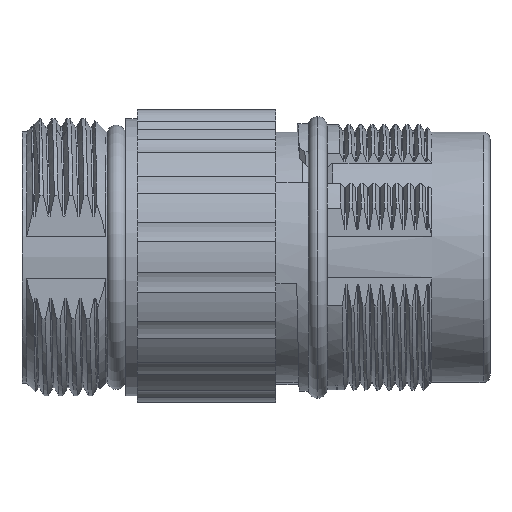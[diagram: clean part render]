
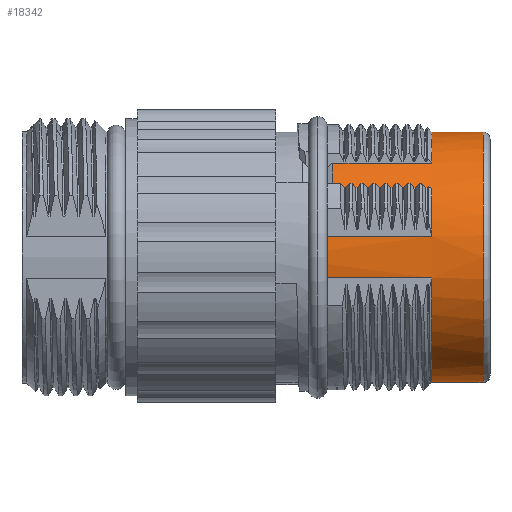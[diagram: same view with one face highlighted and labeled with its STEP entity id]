
A CAD part, top view. The second image highlights one B-rep face of the part: STEP entity #18342.
In plain terms, the highlighted cylindrical face has radius 10.75 mm (diameter 21.5 mm), a partial arc.
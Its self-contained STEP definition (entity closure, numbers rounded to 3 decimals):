
#2780=CARTESIAN_POINT('',(25.3,0.,0.));
#2781=DIRECTION('',(-1.,0.,0.));
#2782=DIRECTION('',(0.,0.752,0.659));
#2783=AXIS2_PLACEMENT_3D('',#2780,#2781,#2782);
#2785=CARTESIAN_POINT('',(29.7,0.,0.));
#2786=DIRECTION('',(-1.,0.,0.));
#2787=DIRECTION('',(0.,-1.,0.));
#2788=AXIS2_PLACEMENT_3D('',#2785,#2786,#2787);
#2790=CARTESIAN_POINT('',(25.3,0.,0.));
#2791=DIRECTION('',(-1.,0.,0.));
#2792=DIRECTION('',(0.,-1.,0.));
#2793=AXIS2_PLACEMENT_3D('',#2790,#2791,#2792);
#2795=DIRECTION('',(-1.,0.,0.));
#2796=VECTOR('',#2795,9.);
#2797=CARTESIAN_POINT('',(25.3,-1.79,10.6));
#2798=LINE('',#2797,#2796);
#2799=CARTESIAN_POINT('',(25.3,0.,0.));
#2800=DIRECTION('',(-1.,0.,0.));
#2801=DIRECTION('',(0.,0.166,0.986));
#2802=AXIS2_PLACEMENT_3D('',#2799,#2800,#2801);
#2804=DIRECTION('',(-1.,0.,0.));
#2805=VECTOR('',#2804,8.5);
#2806=CARTESIAN_POINT('',(25.3,5.894,8.99));
#2807=LINE('',#2806,#2805);
#2819=CARTESIAN_POINT('',(16.8,0.,0.));
#2820=DIRECTION('',(1.,0.,0.));
#2821=DIRECTION('',(0.,0.752,0.659));
#2822=AXIS2_PLACEMENT_3D('',#2819,#2820,#2821);
#2924=DIRECTION('',(-1.,0.,0.));
#2925=VECTOR('',#2924,4.4);
#2926=CARTESIAN_POINT('',(29.7,-10.75,0.));
#2927=LINE('',#2926,#2925);
#2933=DIRECTION('',(-1.,0.,0.));
#2934=VECTOR('',#2933,4.4);
#2935=CARTESIAN_POINT('',(29.7,10.75,0.));
#2936=LINE('',#2935,#2934);
#3232=DIRECTION('',(-1.,0.,0.));
#3233=VECTOR('',#3232,8.499);
#3234=CARTESIAN_POINT('',(25.3,8.083,7.088));
#3235=LINE('',#3234,#3233);
#3257=CARTESIAN_POINT('',(16.3,0.,0.));
#3258=DIRECTION('',(1.,0.,0.));
#3259=DIRECTION('',(0.,0.166,0.986));
#3260=AXIS2_PLACEMENT_3D('',#3257,#3258,#3259);
#9044=CARTESIAN_POINT('',(25.3,8.083,7.088));
#9063=CARTESIAN_POINT('',(25.3,5.894,8.99));
#11006=DIRECTION('',(-1.,0.,0.));
#11007=VECTOR('',#11006,9.);
#11008=CARTESIAN_POINT('',(25.3,1.79,10.6));
#11009=LINE('',#11008,#11007);
#12786=CARTESIAN_POINT('',(16.3,-1.79,10.6));
#12788=VERTEX_POINT('',#12786);
#12789=CARTESIAN_POINT('',(16.3,1.79,10.6));
#12790=VERTEX_POINT('',#12789);
#12801=CARTESIAN_POINT('',(25.3,1.79,10.6));
#12802=VERTEX_POINT('',#12801);
#13024=CARTESIAN_POINT('',(25.3,-10.75,0.));
#13025=CARTESIAN_POINT('',(25.3,-1.79,10.6));
#13026=VERTEX_POINT('',#13024);
#13027=VERTEX_POINT('',#13025);
#13317=VERTEX_POINT('',#9044);
#13319=VERTEX_POINT('',#9063);
#13475=CARTESIAN_POINT('',(25.3,10.75,0.));
#13476=VERTEX_POINT('',#13475);
#13949=CARTESIAN_POINT('',(29.7,-10.75,0.));
#13950=CARTESIAN_POINT('',(29.7,10.75,0.));
#13951=VERTEX_POINT('',#13949);
#13952=VERTEX_POINT('',#13950);
#14000=CARTESIAN_POINT('',(16.801,8.083,7.088));
#14001=VERTEX_POINT('',#14000);
#14002=CARTESIAN_POINT('',(16.8,5.894,8.99));
#14003=VERTEX_POINT('',#14002);
#18312=CARTESIAN_POINT('',(-11.91,0.,0.));
#18313=DIRECTION('',(1.,0.,0.));
#18314=DIRECTION('',(0.,-1.,0.));
#18315=AXIS2_PLACEMENT_3D('',#18312,#18313,#18314);
#18316=CYLINDRICAL_SURFACE('',#18315,10.75);
#18318=ORIENTED_EDGE('',*,*,#18317,.F.);
#18320=ORIENTED_EDGE('',*,*,#18319,.F.);
#18322=ORIENTED_EDGE('',*,*,#18321,.T.);
#18324=ORIENTED_EDGE('',*,*,#18323,.F.);
#18325=ORIENTED_EDGE('',*,*,#18302,.F.);
#18327=ORIENTED_EDGE('',*,*,#18326,.T.);
#18329=ORIENTED_EDGE('',*,*,#18328,.T.);
#18331=ORIENTED_EDGE('',*,*,#18330,.T.);
#18333=ORIENTED_EDGE('',*,*,#18332,.F.);
#18335=ORIENTED_EDGE('',*,*,#18334,.F.);
#18337=ORIENTED_EDGE('',*,*,#18336,.T.);
#18339=ORIENTED_EDGE('',*,*,#18338,.T.);
#18340=EDGE_LOOP('',(#18318,#18320,#18322,#18324,#18325,#18327,#18329,#18331,
#18333,#18335,#18337,#18339));
#18341=FACE_OUTER_BOUND('',#18340,.F.);
#18342=ADVANCED_FACE('',(#18341),#18316,.T.);
#2784=CIRCLE('',#2783,10.75);
#2789=CIRCLE('',#2788,10.75);
#2794=CIRCLE('',#2793,10.75);
#2803=CIRCLE('',#2802,10.75);
#2823=CIRCLE('',#2822,10.75);
#3261=CIRCLE('',#3260,10.75);
#18302=EDGE_CURVE('',#13951,#13952,#2789,.T.);
#18317=EDGE_CURVE('',#14001,#14003,#2823,.T.);
#18319=EDGE_CURVE('',#13317,#14001,#3235,.T.);
#18321=EDGE_CURVE('',#13317,#13476,#2784,.T.);
#18323=EDGE_CURVE('',#13952,#13476,#2936,.T.);
#18326=EDGE_CURVE('',#13951,#13026,#2927,.T.);
#18328=EDGE_CURVE('',#13026,#13027,#2794,.T.);
#18330=EDGE_CURVE('',#13027,#12788,#2798,.T.);
#18332=EDGE_CURVE('',#12790,#12788,#3261,.T.);
#18334=EDGE_CURVE('',#12802,#12790,#11009,.T.);
#18336=EDGE_CURVE('',#12802,#13319,#2803,.T.);
#18338=EDGE_CURVE('',#13319,#14003,#2807,.T.);
